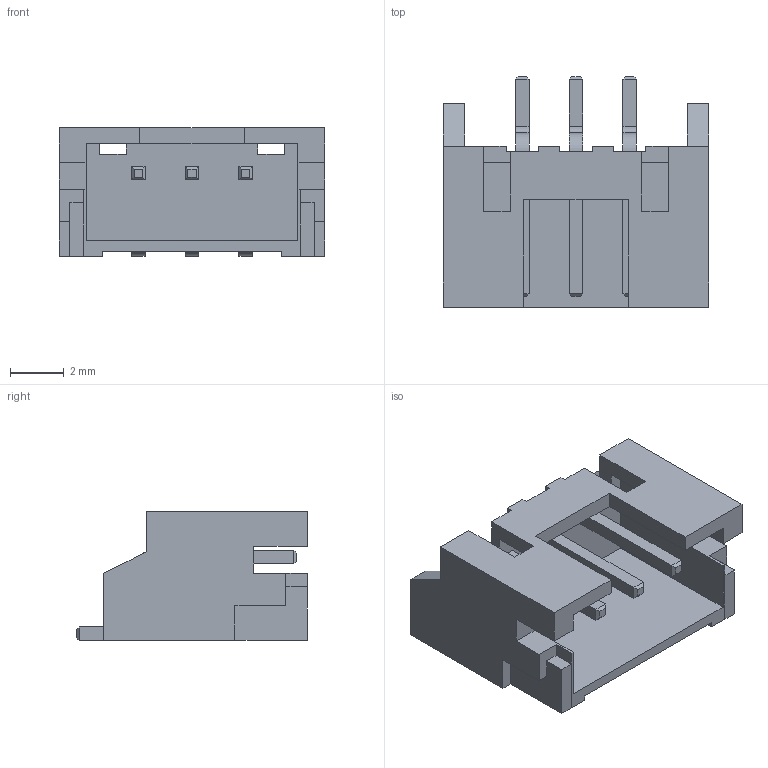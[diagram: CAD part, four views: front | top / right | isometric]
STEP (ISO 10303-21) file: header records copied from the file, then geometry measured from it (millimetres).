
FILE_DESCRIPTION(('FreeCAD Model'),'2;1');
FILE_NAME('S3B-PH-SM4.STEP','2018-05-08T07:54:37',( 'Ben Veenema'),('Veenema Design Works'), 'Open CASCADE STEP processor 6.8','FreeCAD','Unknown');
FILE_SCHEMA(('AUTOMOTIVE_DESIGN_CC2 { 1 2 10303 214 -1 1 5 4 }'));
Length unit declared in the file: millimetre
Products named in the file (2): ASSEMBLY; S3B-PH-SM4_sp
Assembly tree (1 placements, depth 2):
  ASSEMBLY
    S3B-PH-SM4_sp
Bounding box: 9.9 x 8.6 x 4.8 mm (x, y, z)
Volume: 114.6 mm3; surface area: 452.2 mm2
Topology: 1 solids, 1 shells, 149 faces, 409 edges, 264 vertices
Faces by surface type: plane 137, cylinder 12
Entity records: 5707 total; most frequent: CARTESIAN_POINT 824, ORIENTED_EDGE 818, DIRECTION 741, EDGE_CURVE 409, LINE 379, VECTOR 379, VERTEX_POINT 264, AXIS2_PLACEMENT_3D 181
